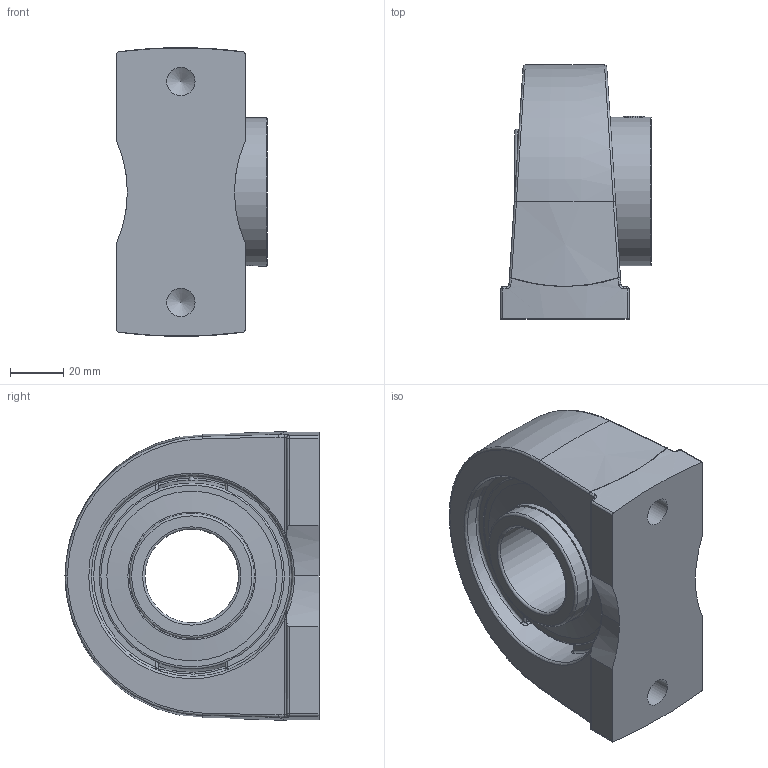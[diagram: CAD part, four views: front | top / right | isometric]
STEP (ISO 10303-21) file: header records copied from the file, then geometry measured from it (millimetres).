
FILE_DESCRIPTION(('HOOPS Exchange Step'),'2;1');
FILE_NAME('export-B6EF70B5-F517-4BEA-9182-94A57CB67C7E.stp','2020-05-20T14:58:58-07:00',('dkerr'),('Alibre'),'HOOPS Exchange 2020.0','Alibre','Unknown authorisation');
FILE_SCHEMA( ('AP242_MANAGED_MODEL_BASED_3D_ENGINEERING_MIM_LF {1 0 10303 442 1 1 4 }') );
Length unit declared in the file: inch
Products named in the file (8): MRN SPAM 207 L4L; SHC 207 (Setscrew); SHC 207 (Ball bearing); SHC 207 (Shield); SHC 207 L4L (35mm) (Race); SHC 207 (Collar); MRN SHC 207 L4L (35mm); MRN SHCSPAM 207 L4L (35mm)
Assembly tree (7 placements, depth 3):
  MRN SHCSPAM 207 L4L (35mm)
    MRN SPAM 207 L4L
    MRN SHC 207 L4L (35mm)
      SHC 207 (Setscrew)
      SHC 207 (Ball bearing)
      SHC 207 (Shield)
      SHC 207 L4L (35mm) (Race)
      SHC 207 (Collar)
Bounding box: 56.3 x 95 x 108 mm (x, y, z)
Volume: 250357.7 mm3; surface area: 74351 mm2
Topology: 16 solids, 16 shells, 181 faces, 473 edges, 299 vertices
Faces by surface type: cylinder 54, plane 43, bspline 26, sphere 23, torus 19, cone 16
Full cylindrical faces by diameter (mm): 7.925 x1, 7.938 x2, 10.592 x2, 35 x2, 44.196 x2, 46.736 x4, 47.752 x2, 55.6 x1, 62.484 x2, 63.5 x4, 75.166 x2, 80.35 x1
Entity records: 10858 total; most frequent: CARTESIAN_POINT 6323, DIRECTION 946, ORIENTED_EDGE 882, EDGE_CURVE 441, AXIS2_PLACEMENT_3D 414, VERTEX_POINT 299, CIRCLE 223, EDGE_LOOP 202
